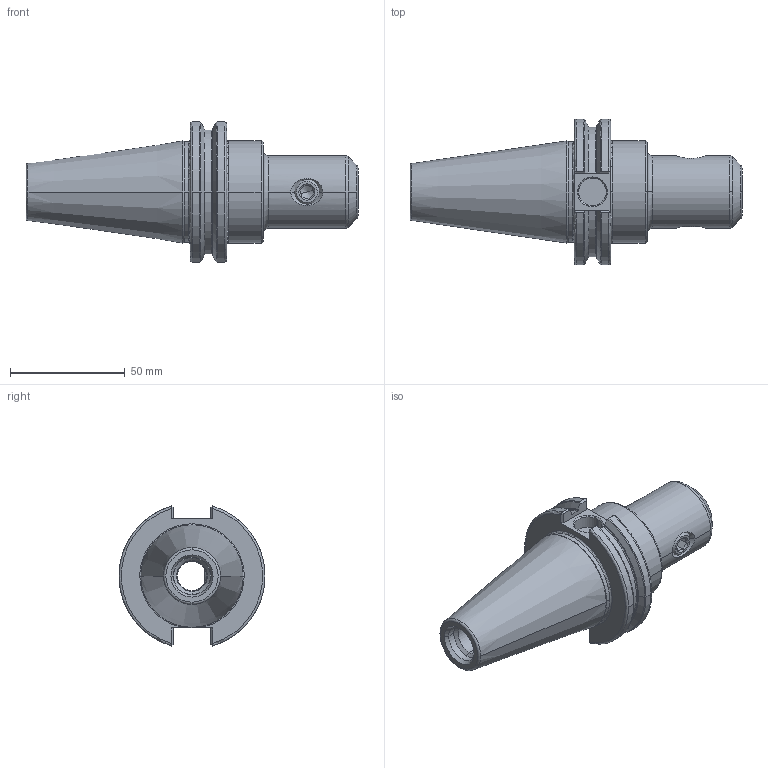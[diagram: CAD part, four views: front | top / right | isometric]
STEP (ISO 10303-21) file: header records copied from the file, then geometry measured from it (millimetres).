
FILE_DESCRIPTION (( 'STEP AP203' ), '1' );
FILE_NAME ('04-0944.stp.STEP', '2023-06-08T21:42:58', ( '' ), ( '' ), 'SwSTEP 2.0', 'SolidWorks 2022', '' );
FILE_SCHEMA (( 'CONFIG_CONTROL_DESIGN' ));
Length unit declared in the file: inch
Products named in the file (3): CAT40-12.7-76.2.stp; 7-16-20UNF-9.525.stp; 04-0944.stp
Assembly tree (2 placements, depth 2):
  04-0944.stp
    CAT40-12.7-76.2.stp
    7-16-20UNF-9.525.stp
Bounding box: 144.45 x 63.5 x 60.92 mm (x, y, z)
Volume: 149228.3 mm3; surface area: 28998 mm2
Topology: 2 solids, 2 shells, 164 faces, 426 edges, 266 vertices
Faces by surface type: plane 43, cylinder 38, cone 38, torus 28, bspline 16, sphere 1
Entity records: 6540 total; most frequent: CARTESIAN_POINT 2365, ORIENTED_EDGE 840, DIRECTION 803, EDGE_CURVE 420, AXIS2_PLACEMENT_3D 321, VERTEX_POINT 265, EDGE_LOOP 173, CIRCLE 168
